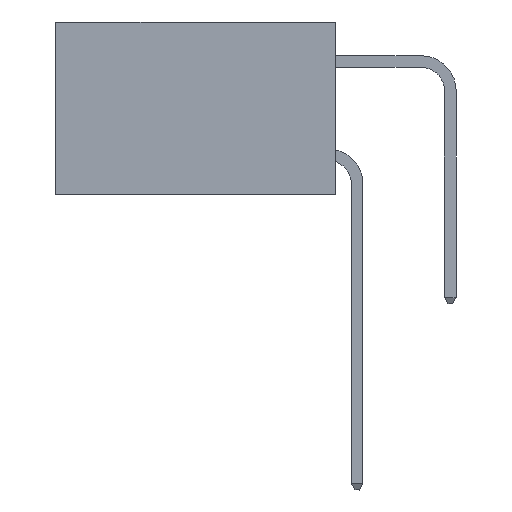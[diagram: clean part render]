
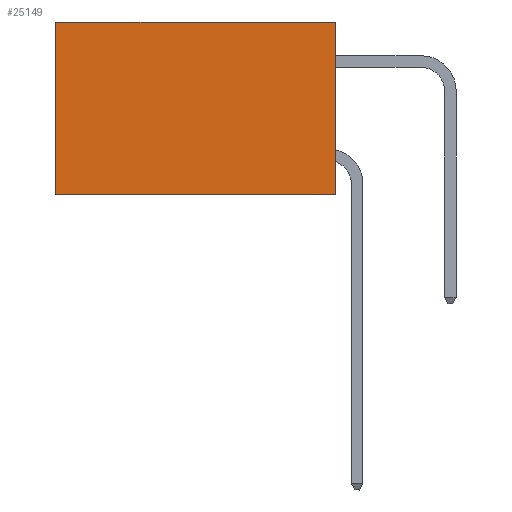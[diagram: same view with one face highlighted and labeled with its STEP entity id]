
A CAD part, left-side view. The second image highlights one B-rep face of the part: STEP entity #25149.
In plain terms, the highlighted planar face has unit normal (-1, 0, 0).
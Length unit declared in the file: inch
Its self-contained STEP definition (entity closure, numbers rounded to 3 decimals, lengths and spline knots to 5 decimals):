
#1413 = CARTESIAN_POINT ( 'NONE',  ( 0.2875, 0., -0.37 ) ) ;
#1659 = CARTESIAN_POINT ( 'NONE',  ( 0.2875, 0.6, -0.37 ) ) ;
#2038 = CARTESIAN_POINT ( 'NONE',  ( 0.2875, 0., 0. ) ) ;
#3611 = VERTEX_POINT ( 'NONE', #42547 ) ;
#3708 = LINE ( 'NONE', #27663, #30604 ) ;
#4458 = VERTEX_POINT ( 'NONE', #25764 ) ;
#6176 = EDGE_LOOP ( 'NONE', ( #10384, #20066, #24923, #30092 ) ) ;
#6383 = DIRECTION ( 'NONE',  ( 0., 0., -1. ) ) ;
#7723 = VECTOR ( 'NONE', #17064, 39.37008 ) ;
#8376 = VERTEX_POINT ( 'NONE', #1659 ) ;
#8632 = CARTESIAN_POINT ( 'NONE',  ( 0.2875, 0.6, 0. ) ) ;
#8836 = AXIS2_PLACEMENT_3D ( 'NONE', #2038, #22753, #26531 ) ;
#10384 = ORIENTED_EDGE ( 'NONE', *, *, #13276, .T. ) ;
#13276 = EDGE_CURVE ( 'NONE', #38023, #8376, #27145, .T. ) ;
#15834 = DIRECTION ( 'NONE',  ( 0., 0., -1. ) ) ;
#17064 = DIRECTION ( 'NONE',  ( 0., 1., 0. ) ) ;
#20066 = ORIENTED_EDGE ( 'NONE', *, *, #25652, .F. ) ;
#20731 = CARTESIAN_POINT ( 'NONE',  ( 0.2875, 0., 0. ) ) ;
#20885 = LINE ( 'NONE', #20731, #7723 ) ;
#22531 = VECTOR ( 'NONE', #33106, 39.37008 ) ;
#22753 = DIRECTION ( 'NONE',  ( 1., 0., 0. ) ) ;
#23041 = PLANE ( 'NONE',  #8836 ) ;
#23344 = VECTOR ( 'NONE', #15834, 39.37008 ) ;
#24923 = ORIENTED_EDGE ( 'NONE', *, *, #26904, .F. ) ;
#25149 = ADVANCED_FACE ( 'NONE', ( #39538 ), #23041, .F. ) ;
#25652 = EDGE_CURVE ( 'NONE', #3611, #8376, #31812, .T. ) ;
#25764 = CARTESIAN_POINT ( 'NONE',  ( 0.2875, 0., 0. ) ) ;
#26531 = DIRECTION ( 'NONE',  ( 0., 0., -1. ) ) ;
#26904 = EDGE_CURVE ( 'NONE', #4458, #3611, #3708, .T. ) ;
#27145 = LINE ( 'NONE', #8632, #23344 ) ;
#27663 = CARTESIAN_POINT ( 'NONE',  ( 0.2875, 0., 0. ) ) ;
#30092 = ORIENTED_EDGE ( 'NONE', *, *, #44329, .T. ) ;
#30604 = VECTOR ( 'NONE', #6383, 39.37008 ) ;
#31812 = LINE ( 'NONE', #1413, #22531 ) ;
#32572 = CARTESIAN_POINT ( 'NONE',  ( 0.2875, 0.6, 0. ) ) ;
#33106 = DIRECTION ( 'NONE',  ( 0., 1., 0. ) ) ;
#38023 = VERTEX_POINT ( 'NONE', #32572 ) ;
#39538 = FACE_OUTER_BOUND ( 'NONE', #6176, .T. ) ;
#42547 = CARTESIAN_POINT ( 'NONE',  ( 0.2875, 0., -0.37 ) ) ;
#44329 = EDGE_CURVE ( 'NONE', #4458, #38023, #20885, .T. ) ;
